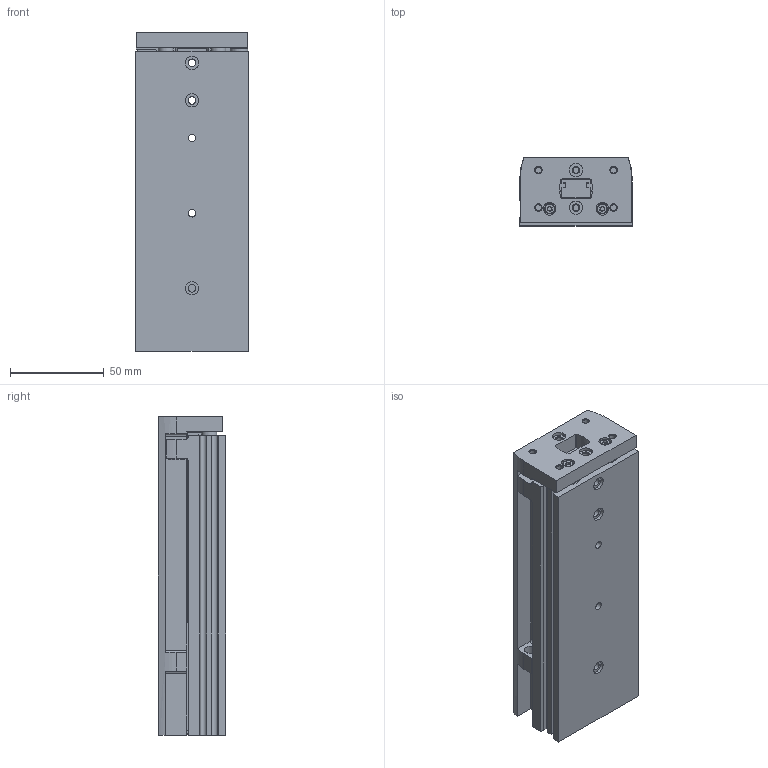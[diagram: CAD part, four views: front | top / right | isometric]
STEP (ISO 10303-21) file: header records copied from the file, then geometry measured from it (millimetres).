
FILE_DESCRIPTION(/* description */ ('STEP AP214'),/* implementation_level */ '2;1');
FILE_NAME(/* name */ '8078852_DGST-12-100-E1A',/* time_stamp */ '2024-08-16T05:50:48+02:00',/* author */ ('License CC BY-ND 4.0'),/* organization */ ('CADENAS'),/* preprocessor_version */ 'ST-DEVELOPER v19.3',/* originating_system */ 'PARTsolutions',/* authorisation */ ' ');
FILE_SCHEMA (('AUTOMOTIVE_DESIGN {1 0 10303 214 3 1 1}'));
Length unit declared in the file: millimetre
Products named in the file (3): 8078852 DGST-12-100-E1A---(0-high); 8073894 DGST-12-100---E1---(mechanical-high)h; 8073894 DGST-12-100---(mechanical-high)s
Assembly tree (2 placements, depth 2):
  8078852 DGST-12-100-E1A---(0-high)
    8073894 DGST-12-100---E1---(mechanical-high)h
    8073894 DGST-12-100---(mechanical-high)s
Bounding box: 60 x 36 x 169.5 mm (x, y, z)
Volume: 285733.8 mm3; surface area: 88124 mm2
Topology: 2 solids, 2 shells, 454 faces, 1091 edges, 715 vertices
Faces by surface type: cylinder 230, plane 184, cone 29, torus 11
Full cylindrical faces by diameter (mm): 3.242 x14, 4 x1, 4.134 x7, 5 x2, 5.5 x2, 5.9 x1, 6 x8, 6.7 x2, 6.917 x2, 7 x9, 8 x13, 8.1 x2, 8.5 x2, 9.5 x1, 12 x6
Entity records: 14357 total; most frequent: DIRECTION 2386, CARTESIAN_POINT 2171, ORIENTED_EDGE 1950, EDGE_CURVE 975, AXIS2_PLACEMENT_3D 962, VERTEX_POINT 711, EDGE_LOOP 666, FACE_BOUND 666
